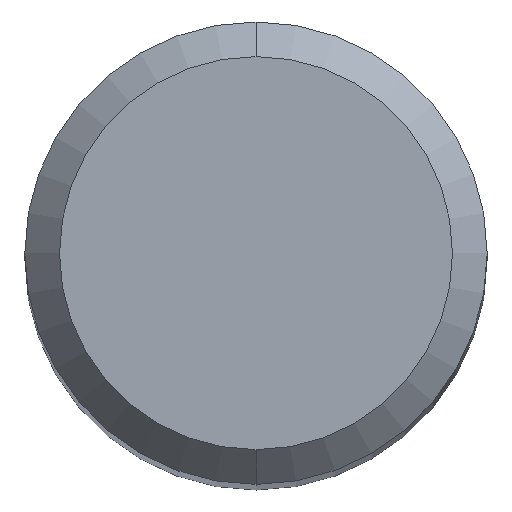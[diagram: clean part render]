
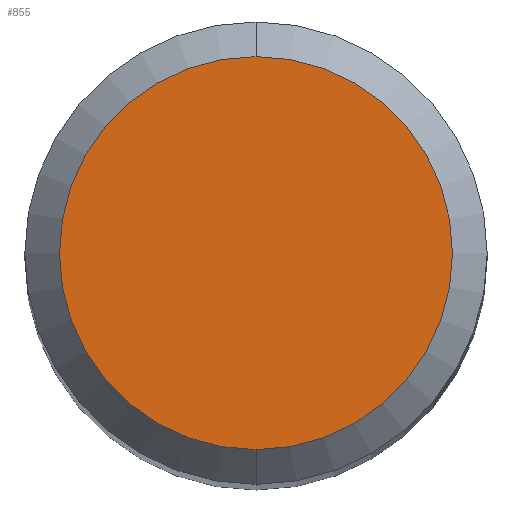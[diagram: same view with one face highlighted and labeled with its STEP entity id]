
A CAD part, top view. The second image highlights one B-rep face of the part: STEP entity #855.
In plain terms, the highlighted planar face has unit normal (0, 0, 1).
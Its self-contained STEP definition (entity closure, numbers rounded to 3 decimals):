
#377=EDGE_CURVE('',#807,#395,#1042,.T.);
#395=VERTEX_POINT('',#1061);
#685=EDGE_CURVE('',#395,#807,#1382,.T.);
#807=VERTEX_POINT('',#1512);
#855=ADVANCED_FACE('',(#1565),#1566,.T.);
#1042=CIRCLE('',#1769,1.7);
#1061=CARTESIAN_POINT('',(0.,-1.7,0.0));
#1382=CIRCLE('',#3152,1.7);
#1512=CARTESIAN_POINT('',(0.0,1.7,0.0));
#1565=FACE_OUTER_BOUND('',#3775,.T.);
#1566=PLANE('',#3776);
#1769=AXIS2_PLACEMENT_3D('',#4549,#4550,#4551);
#3152=AXIS2_PLACEMENT_3D('',#4936,#4937,#4938);
#3775=EDGE_LOOP('',(#5155,#5156));
#3776=AXIS2_PLACEMENT_3D('',#5157,#5158,#5159);
#4549=CARTESIAN_POINT('',(0.0,0.0,0.0));
#4550=DIRECTION('',(0.0,0.0,-1.0));
#4551=DIRECTION('',(0.0,1.0,0.0));
#4936=CARTESIAN_POINT('',(0.0,0.0,0.0));
#4937=DIRECTION('',(0.0,0.0,-1.0));
#4938=DIRECTION('',(0.0,1.0,0.0));
#5155=ORIENTED_EDGE('',*,*,#377,.F.);
#5156=ORIENTED_EDGE('',*,*,#685,.F.);
#5157=CARTESIAN_POINT('',(0.0,0.85,0.0));
#5158=DIRECTION('',(-0.0,0.0,1.0));
#5159=DIRECTION('',(0.0,-1.0,0.0));
